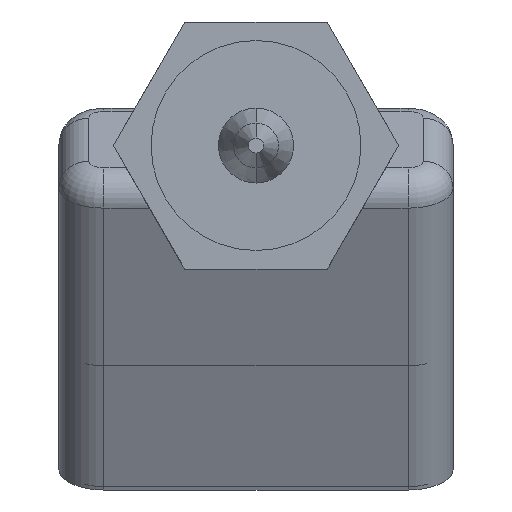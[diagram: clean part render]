
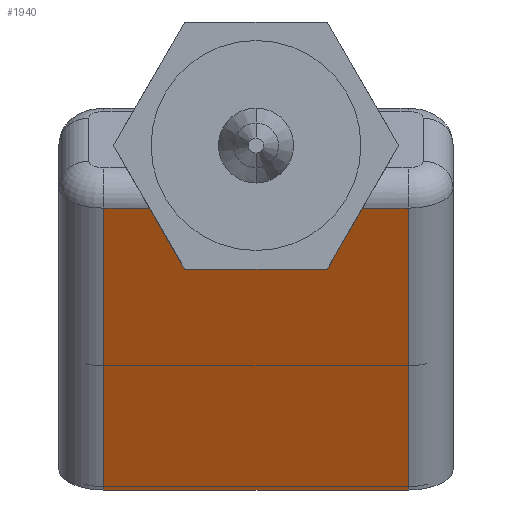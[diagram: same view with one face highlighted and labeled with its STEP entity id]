
A CAD part, front view. The second image highlights one B-rep face of the part: STEP entity #1940.
In plain terms, the highlighted planar face has unit normal (0, -0.895, -0.446).
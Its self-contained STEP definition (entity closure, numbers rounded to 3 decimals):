
#62 = DIRECTION ( 'NONE',  ( 1., 0., 0. ) ) ;
#137 = CARTESIAN_POINT ( 'NONE',  ( -7.102, 130.396, -4.173 ) ) ;
#147 = VECTOR ( 'NONE', #1097, 1000. ) ;
#183 = EDGE_CURVE ( 'NONE', #1123, #1277, #1239, .T. ) ;
#226 = VERTEX_POINT ( 'NONE', #1376 ) ;
#256 = ORIENTED_EDGE ( 'NONE', *, *, #1314, .T. ) ;
#257 = AXIS2_PLACEMENT_3D ( 'NONE', #2089, #1538, #1154 ) ;
#344 = VECTOR ( 'NONE', #2057, 1000. ) ;
#422 = CARTESIAN_POINT ( 'NONE',  ( -4.756, 132.419, -8.237 ) ) ;
#456 = DIRECTION ( 'NONE',  ( -1., 0., 0. ) ) ;
#474 = ORIENTED_EDGE ( 'NONE', *, *, #1592, .F. ) ;
#596 = CARTESIAN_POINT ( 'NONE',  ( 10.142, 130.396, -4.173 ) ) ;
#616 = LINE ( 'NONE', #2171, #1889 ) ;
#639 = EDGE_LOOP ( 'NONE', ( #792, #2242, #1735, #1360, #256, #741, #2223, #474 ) ) ;
#643 = VERTEX_POINT ( 'NONE', #596 ) ;
#652 = VERTEX_POINT ( 'NONE', #1773 ) ;
#667 = VERTEX_POINT ( 'NONE', #422 ) ;
#731 = LINE ( 'NONE', #2046, #344 ) ;
#741 = ORIENTED_EDGE ( 'NONE', *, *, #2249, .T. ) ;
#744 = CARTESIAN_POINT ( 'NONE',  ( -10.142, 139.754, -22.973 ) ) ;
#792 = ORIENTED_EDGE ( 'NONE', *, *, #2266, .F. ) ;
#808 = EDGE_CURVE ( 'NONE', #988, #1123, #616, .T. ) ;
#831 = LINE ( 'NONE', #2148, #1623 ) ;
#951 = CARTESIAN_POINT ( 'NONE',  ( -3.663, 133.361, -10.129 ) ) ;
#988 = VERTEX_POINT ( 'NONE', #137 ) ;
#1047 = EDGE_CURVE ( 'NONE', #1697, #226, #731, .T. ) ;
#1097 = DIRECTION ( 'NONE',  ( 0., -0.446, 0.895 ) ) ;
#1098 = LINE ( 'NONE', #2435, #147 ) ;
#1123 = VERTEX_POINT ( 'NONE', #1856 ) ;
#1144 = VECTOR ( 'NONE', #2254, 1000. ) ;
#1154 = DIRECTION ( 'NONE',  ( 0., 0.446, -0.895 ) ) ;
#1174 = CARTESIAN_POINT ( 'NONE',  ( 4.756, 132.419, -8.237 ) ) ;
#1239 = LINE ( 'NONE', #1661, #1546 ) ;
#1269 = LINE ( 'NONE', #1718, #1144 ) ;
#1277 = VERTEX_POINT ( 'NONE', #744 ) ;
#1314 = EDGE_CURVE ( 'NONE', #652, #643, #1098, .T. ) ;
#1360 = ORIENTED_EDGE ( 'NONE', *, *, #1508, .F. ) ;
#1376 = CARTESIAN_POINT ( 'NONE',  ( 7.102, 130.396, -4.173 ) ) ;
#1442 = DIRECTION ( 'NONE',  ( 0., 0.446, -0.895 ) ) ;
#1500 = DIRECTION ( 'NONE',  ( 0.459, 0.396, -0.795 ) ) ;
#1508 = EDGE_CURVE ( 'NONE', #652, #1277, #831, .T. ) ;
#1538 = DIRECTION ( 'NONE',  ( 0., -0.895, -0.446 ) ) ;
#1546 = VECTOR ( 'NONE', #1442, 1000. ) ;
#1563 = DIRECTION ( 'NONE',  ( -1., 0., 0. ) ) ;
#1565 = PLANE ( 'NONE',  #257 ) ;
#1592 = EDGE_CURVE ( 'NONE', #667, #1697, #2460, .T. ) ;
#1601 = CARTESIAN_POINT ( 'NONE',  ( 4.756, 132.419, -8.237 ) ) ;
#1623 = VECTOR ( 'NONE', #1563, 1000. ) ;
#1661 = CARTESIAN_POINT ( 'NONE',  ( -10.142, 129.505, -2.383 ) ) ;
#1697 = VERTEX_POINT ( 'NONE', #1601 ) ;
#1718 = CARTESIAN_POINT ( 'NONE',  ( 13.142, 130.396, -4.173 ) ) ;
#1729 = VECTOR ( 'NONE', #1500, 1000. ) ;
#1735 = ORIENTED_EDGE ( 'NONE', *, *, #183, .T. ) ;
#1773 = CARTESIAN_POINT ( 'NONE',  ( 10.142, 139.754, -22.973 ) ) ;
#1856 = CARTESIAN_POINT ( 'NONE',  ( -10.142, 130.396, -4.173 ) ) ;
#1889 = VECTOR ( 'NONE', #456, 1000. ) ;
#1940 = ADVANCED_FACE ( 'NONE', ( #2248 ), #1565, .T. ) ;
#2046 = CARTESIAN_POINT ( 'NONE',  ( 7.673, 129.903, -3.183 ) ) ;
#2057 = DIRECTION ( 'NONE',  ( 0.459, -0.396, 0.795 ) ) ;
#2089 = CARTESIAN_POINT ( 'NONE',  ( 13.142, 129.505, -2.383 ) ) ;
#2100 = LINE ( 'NONE', #951, #1729 ) ;
#2148 = CARTESIAN_POINT ( 'NONE',  ( 13.142, 139.754, -22.973 ) ) ;
#2171 = CARTESIAN_POINT ( 'NONE',  ( 13.142, 130.396, -4.173 ) ) ;
#2223 = ORIENTED_EDGE ( 'NONE', *, *, #1047, .F. ) ;
#2242 = ORIENTED_EDGE ( 'NONE', *, *, #808, .T. ) ;
#2248 = FACE_OUTER_BOUND ( 'NONE', #639, .T. ) ;
#2249 = EDGE_CURVE ( 'NONE', #643, #226, #1269, .T. ) ;
#2254 = DIRECTION ( 'NONE',  ( -1., 0., 0. ) ) ;
#2266 = EDGE_CURVE ( 'NONE', #988, #667, #2100, .T. ) ;
#2284 = VECTOR ( 'NONE', #62, 1000. ) ;
#2435 = CARTESIAN_POINT ( 'NONE',  ( 10.142, 129.505, -2.383 ) ) ;
#2460 = LINE ( 'NONE', #1174, #2284 ) ;
